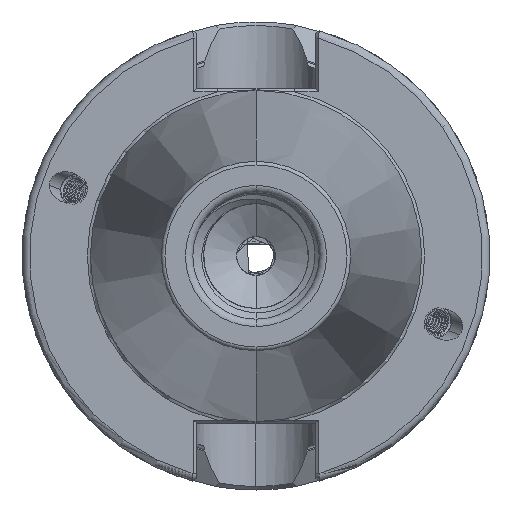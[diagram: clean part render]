
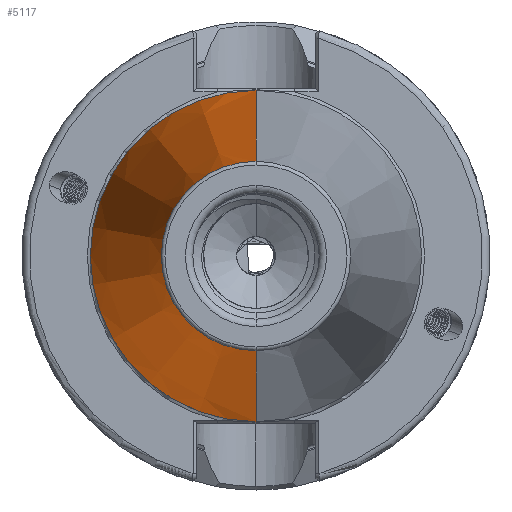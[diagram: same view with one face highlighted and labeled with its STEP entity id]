
A CAD part, left-side view. The second image highlights one B-rep face of the part: STEP entity #5117.
In plain terms, the highlighted conical face has half-angle 8.297 degrees and reference radius 22.298 mm.
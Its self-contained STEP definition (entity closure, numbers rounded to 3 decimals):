
#2126 = CARTESIAN_POINT ( 'NONE',  ( -1.5, 0., 0. ) ) ;
#2127 = DIRECTION ( 'NONE',  ( 1., 0., 0. ) ) ;
#2128 = DIRECTION ( 'NONE',  ( 0., 0., -1. ) ) ;
#2753 = EDGE_LOOP ( 'NONE', ( #4186, #4188, #4187, #4189 ) ) ;
#3534 = CONICAL_SURFACE ( 'NONE', #9639, 22.298, 0.145 ) ;
#3577 = CIRCLE ( 'NONE', #9779, 22.298 ) ;
#3578 = CIRCLE ( 'NONE', #9785, 12.75 ) ;
#4186 = ORIENTED_EDGE ( 'NONE', *, *, #10611, .T. ) ;
#4187 = ORIENTED_EDGE ( 'NONE', *, *, #10608, .F. ) ;
#4188 = ORIENTED_EDGE ( 'NONE', *, *, #10610, .T. ) ;
#4189 = ORIENTED_EDGE ( 'NONE', *, *, #10612, .F. ) ;
#5117 = ADVANCED_FACE ( 'NONE', ( #9636 ), #3534, .T. ) ;
#9636 = FACE_OUTER_BOUND ( 'NONE', #2753, .T. ) ;
#9639 = AXIS2_PLACEMENT_3D ( 'NONE', #2126, #2127, #2128 ) ;
#9779 = AXIS2_PLACEMENT_3D ( 'NONE', #11396, #11397, #11398 ) ;
#9785 = AXIS2_PLACEMENT_3D ( 'NONE', #11399, #11406, #11407 ) ;
#9786 = VECTOR ( 'NONE', #11405, 1000. ) ;
#9788 = VECTOR ( 'NONE', #11411, 1000. ) ;
#10608 = EDGE_CURVE ( 'NONE', #15915, #15916, #3577, .T. ) ;
#10610 = EDGE_CURVE ( 'NONE', #15918, #15916, #11403, .T. ) ;
#10611 = EDGE_CURVE ( 'NONE', #15917, #15918, #3578, .T. ) ;
#10612 = EDGE_CURVE ( 'NONE', #15917, #15915, #11409, .T. ) ;
#11396 = CARTESIAN_POINT ( 'NONE',  ( -1.5, 0., 0. ) ) ;
#11397 = DIRECTION ( 'NONE',  ( 1., 0., 0. ) ) ;
#11398 = DIRECTION ( 'NONE',  ( 0., 0., -1. ) ) ;
#11399 = CARTESIAN_POINT ( 'NONE',  ( -66.972, 0., 0. ) ) ;
#11403 = LINE ( 'NONE', #11404, #9786 ) ;
#11404 = CARTESIAN_POINT ( 'NONE',  ( -1.5, 0., 22.298 ) ) ;
#11405 = DIRECTION ( 'NONE',  ( 0.99, 0., 0.144 ) ) ;
#11406 = DIRECTION ( 'NONE',  ( 1., 0., 0. ) ) ;
#11407 = DIRECTION ( 'NONE',  ( 0., 0., -1. ) ) ;
#11409 = LINE ( 'NONE', #11410, #9788 ) ;
#11410 = CARTESIAN_POINT ( 'NONE',  ( -1.5, 0., -22.298 ) ) ;
#11411 = DIRECTION ( 'NONE',  ( 0.99, 0., -0.144 ) ) ;
#13805 = CARTESIAN_POINT ( 'NONE',  ( -1.5, 0., -22.298 ) ) ;
#13806 = CARTESIAN_POINT ( 'NONE',  ( -1.5, 0., 22.298 ) ) ;
#13807 = CARTESIAN_POINT ( 'NONE',  ( -66.972, 0., -12.75 ) ) ;
#13808 = CARTESIAN_POINT ( 'NONE',  ( -66.972, 0., 12.75 ) ) ;
#15915 = VERTEX_POINT ( 'NONE', #13805 ) ;
#15916 = VERTEX_POINT ( 'NONE', #13806 ) ;
#15917 = VERTEX_POINT ( 'NONE', #13807 ) ;
#15918 = VERTEX_POINT ( 'NONE', #13808 ) ;
